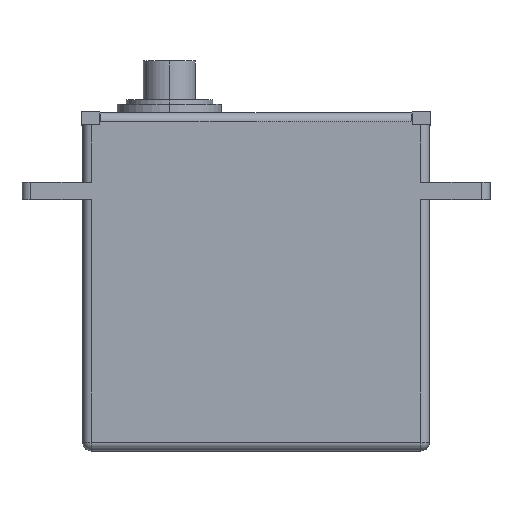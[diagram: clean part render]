
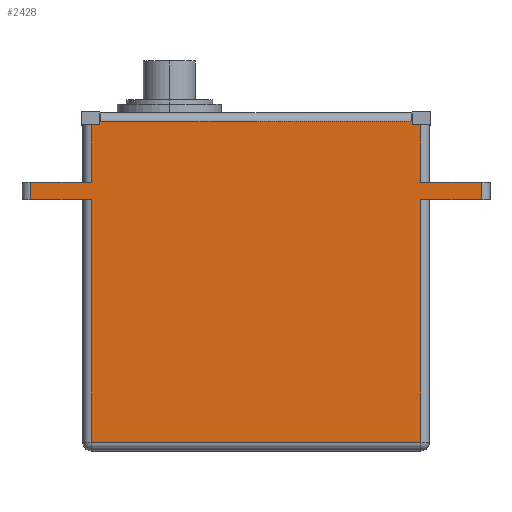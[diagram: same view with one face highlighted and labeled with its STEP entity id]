
A CAD part, top view. The second image highlights one B-rep face of the part: STEP entity #2428.
In plain terms, the highlighted planar face has unit normal (0, 0, 1).
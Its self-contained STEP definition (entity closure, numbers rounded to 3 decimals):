
#86 = VECTOR ( 'NONE', #3019, 1000. ) ;
#91 = VECTOR ( 'NONE', #844, 1000. ) ;
#174 = CARTESIAN_POINT ( 'NONE',  ( -18., 38., 10. ) ) ;
#187 = ORIENTED_EDGE ( 'NONE', *, *, #2884, .T. ) ;
#211 = CARTESIAN_POINT ( 'NONE',  ( 18., 37.6, 10. ) ) ;
#223 = CARTESIAN_POINT ( 'NONE',  ( -19., 39., 10. ) ) ;
#230 = ORIENTED_EDGE ( 'NONE', *, *, #4900, .T. ) ;
#244 = ORIENTED_EDGE ( 'NONE', *, *, #2568, .T. ) ;
#251 = CARTESIAN_POINT ( 'NONE',  ( -26., 29., 10. ) ) ;
#301 = DIRECTION ( 'NONE',  ( 0., 1., 0. ) ) ;
#302 = EDGE_CURVE ( 'NONE', #2586, #3178, #1398, .T. ) ;
#323 = LINE ( 'NONE', #1400, #86 ) ;
#395 = ORIENTED_EDGE ( 'NONE', *, *, #1929, .T. ) ;
#477 = DIRECTION ( 'NONE',  ( -1., 0., 0. ) ) ;
#486 = DIRECTION ( 'NONE',  ( 1., 0., 0. ) ) ;
#531 = DIRECTION ( 'NONE',  ( 0., -1., 0. ) ) ;
#553 = CARTESIAN_POINT ( 'NONE',  ( -20., 39., 10. ) ) ;
#592 = EDGE_CURVE ( 'NONE', #3791, #898, #1926, .T. ) ;
#677 = EDGE_CURVE ( 'NONE', #1045, #3070, #967, .T. ) ;
#706 = CARTESIAN_POINT ( 'NONE',  ( 20., 1., 10. ) ) ;
#715 = CARTESIAN_POINT ( 'NONE',  ( 19., 1., 10. ) ) ;
#719 = CARTESIAN_POINT ( 'NONE',  ( -27., 31., 10. ) ) ;
#809 = DIRECTION ( 'NONE',  ( 0., -1., 0. ) ) ;
#817 = VECTOR ( 'NONE', #477, 1000. ) ;
#824 = CARTESIAN_POINT ( 'NONE',  ( 18., 39.1, 10. ) ) ;
#844 = DIRECTION ( 'NONE',  ( 0., -1., 0. ) ) ;
#896 = DIRECTION ( 'NONE',  ( -1., 0., 0. ) ) ;
#898 = VERTEX_POINT ( 'NONE', #211 ) ;
#906 = PLANE ( 'NONE',  #2337 ) ;
#917 = VECTOR ( 'NONE', #1176, 1000. ) ;
#941 = VERTEX_POINT ( 'NONE', #3314 ) ;
#958 = EDGE_CURVE ( 'NONE', #2586, #941, #1391, .T. ) ;
#967 = LINE ( 'NONE', #4041, #3166 ) ;
#975 = VERTEX_POINT ( 'NONE', #1019 ) ;
#978 = CARTESIAN_POINT ( 'NONE',  ( -26., 31., 10. ) ) ;
#1000 = CARTESIAN_POINT ( 'NONE',  ( -26., 29., 10. ) ) ;
#1019 = CARTESIAN_POINT ( 'NONE',  ( 19., 37.6, 10. ) ) ;
#1045 = VERTEX_POINT ( 'NONE', #3784 ) ;
#1130 = CARTESIAN_POINT ( 'NONE',  ( -18., 37.6, 10. ) ) ;
#1150 = VERTEX_POINT ( 'NONE', #4876 ) ;
#1176 = DIRECTION ( 'NONE',  ( 0., 1., 0. ) ) ;
#1292 = VECTOR ( 'NONE', #486, 1000. ) ;
#1303 = LINE ( 'NONE', #223, #1932 ) ;
#1335 = DIRECTION ( 'NONE',  ( -1., 0., 0. ) ) ;
#1391 = LINE ( 'NONE', #719, #4312 ) ;
#1398 = LINE ( 'NONE', #1000, #3051 ) ;
#1400 = CARTESIAN_POINT ( 'NONE',  ( 26., 31., 10. ) ) ;
#1440 = DIRECTION ( 'NONE',  ( 1., 0., 0. ) ) ;
#1446 = ORIENTED_EDGE ( 'NONE', *, *, #302, .T. ) ;
#1492 = EDGE_CURVE ( 'NONE', #2473, #2813, #3125, .T. ) ;
#1539 = CARTESIAN_POINT ( 'NONE',  ( -18., 39.1, 10. ) ) ;
#1585 = LINE ( 'NONE', #3533, #1292 ) ;
#1644 = LINE ( 'NONE', #2805, #91 ) ;
#1892 = VERTEX_POINT ( 'NONE', #4180 ) ;
#1920 = VERTEX_POINT ( 'NONE', #2688 ) ;
#1926 = LINE ( 'NONE', #824, #2155 ) ;
#1929 = EDGE_CURVE ( 'NONE', #2351, #2950, #2336, .T. ) ;
#1932 = VECTOR ( 'NONE', #531, 1000. ) ;
#2009 = CARTESIAN_POINT ( 'NONE',  ( -27., 29., 10. ) ) ;
#2080 = FACE_OUTER_BOUND ( 'NONE', #4983, .T. ) ;
#2116 = LINE ( 'NONE', #3744, #2341 ) ;
#2127 = CARTESIAN_POINT ( 'NONE',  ( 26., 29., 10. ) ) ;
#2155 = VECTOR ( 'NONE', #4252, 1000. ) ;
#2266 = LINE ( 'NONE', #4183, #2757 ) ;
#2278 = VECTOR ( 'NONE', #1335, 1000. ) ;
#2336 = LINE ( 'NONE', #3808, #917 ) ;
#2337 = AXIS2_PLACEMENT_3D ( 'NONE', #553, #2467, #4815 ) ;
#2341 = VECTOR ( 'NONE', #4424, 1000. ) ;
#2351 = VERTEX_POINT ( 'NONE', #715 ) ;
#2428 = ADVANCED_FACE ( 'NONE', ( #2080 ), #906, .F. ) ;
#2450 = ORIENTED_EDGE ( 'NONE', *, *, #2671, .T. ) ;
#2467 = DIRECTION ( 'NONE',  ( 0., 0., -1. ) ) ;
#2473 = VERTEX_POINT ( 'NONE', #174 ) ;
#2496 = VERTEX_POINT ( 'NONE', #2127 ) ;
#2501 = VECTOR ( 'NONE', #4339, 1000. ) ;
#2537 = DIRECTION ( 'NONE',  ( 0., -1., 0. ) ) ;
#2561 = ORIENTED_EDGE ( 'NONE', *, *, #3949, .T. ) ;
#2568 = EDGE_CURVE ( 'NONE', #1150, #1892, #1303, .T. ) ;
#2586 = VERTEX_POINT ( 'NONE', #978 ) ;
#2646 = EDGE_CURVE ( 'NONE', #2496, #1045, #323, .T. ) ;
#2671 = EDGE_CURVE ( 'NONE', #1892, #2351, #3732, .T. ) ;
#2688 = CARTESIAN_POINT ( 'NONE',  ( -19., 37.6, 10. ) ) ;
#2757 = VECTOR ( 'NONE', #301, 1000. ) ;
#2805 = CARTESIAN_POINT ( 'NONE',  ( -19., 39., 10. ) ) ;
#2813 = VERTEX_POINT ( 'NONE', #1130 ) ;
#2849 = LINE ( 'NONE', #3681, #2278 ) ;
#2884 = EDGE_CURVE ( 'NONE', #3791, #2473, #3138, .T. ) ;
#2950 = VERTEX_POINT ( 'NONE', #4446 ) ;
#2977 = ORIENTED_EDGE ( 'NONE', *, *, #677, .T. ) ;
#3019 = DIRECTION ( 'NONE',  ( 0., 1., 0. ) ) ;
#3051 = VECTOR ( 'NONE', #2537, 1000. ) ;
#3058 = EDGE_CURVE ( 'NONE', #3178, #1150, #3959, .T. ) ;
#3070 = VERTEX_POINT ( 'NONE', #3889 ) ;
#3125 = LINE ( 'NONE', #1539, #4977 ) ;
#3138 = LINE ( 'NONE', #3926, #817 ) ;
#3166 = VECTOR ( 'NONE', #896, 1000. ) ;
#3178 = VERTEX_POINT ( 'NONE', #251 ) ;
#3314 = CARTESIAN_POINT ( 'NONE',  ( -19., 31., 10. ) ) ;
#3361 = ORIENTED_EDGE ( 'NONE', *, *, #3058, .T. ) ;
#3428 = DIRECTION ( 'NONE',  ( 1., 0., 0. ) ) ;
#3473 = CARTESIAN_POINT ( 'NONE',  ( 18., 38., 10. ) ) ;
#3533 = CARTESIAN_POINT ( 'NONE',  ( 20., 37.6, 10. ) ) ;
#3544 = VECTOR ( 'NONE', #3428, 1000. ) ;
#3665 = ORIENTED_EDGE ( 'NONE', *, *, #4060, .F. ) ;
#3681 = CARTESIAN_POINT ( 'NONE',  ( -20., 37.6, 10. ) ) ;
#3732 = LINE ( 'NONE', #706, #3544 ) ;
#3744 = CARTESIAN_POINT ( 'NONE',  ( 27., 29., 10. ) ) ;
#3745 = ORIENTED_EDGE ( 'NONE', *, *, #958, .F. ) ;
#3784 = CARTESIAN_POINT ( 'NONE',  ( 26., 31., 10. ) ) ;
#3791 = VERTEX_POINT ( 'NONE', #3473 ) ;
#3803 = ORIENTED_EDGE ( 'NONE', *, *, #4464, .T. ) ;
#3808 = CARTESIAN_POINT ( 'NONE',  ( 19., 39., 10. ) ) ;
#3829 = ORIENTED_EDGE ( 'NONE', *, *, #4103, .F. ) ;
#3889 = CARTESIAN_POINT ( 'NONE',  ( 19., 31., 10. ) ) ;
#3926 = CARTESIAN_POINT ( 'NONE',  ( -20., 38., 10. ) ) ;
#3948 = ORIENTED_EDGE ( 'NONE', *, *, #592, .F. ) ;
#3949 = EDGE_CURVE ( 'NONE', #1920, #941, #1644, .T. ) ;
#3959 = LINE ( 'NONE', #2009, #2501 ) ;
#4041 = CARTESIAN_POINT ( 'NONE',  ( 27., 31., 10. ) ) ;
#4060 = EDGE_CURVE ( 'NONE', #2496, #2950, #2116, .T. ) ;
#4103 = EDGE_CURVE ( 'NONE', #898, #975, #1585, .T. ) ;
#4121 = ORIENTED_EDGE ( 'NONE', *, *, #2646, .T. ) ;
#4180 = CARTESIAN_POINT ( 'NONE',  ( -19., 1., 10. ) ) ;
#4183 = CARTESIAN_POINT ( 'NONE',  ( 19., 39., 10. ) ) ;
#4252 = DIRECTION ( 'NONE',  ( 0., -1., 0. ) ) ;
#4312 = VECTOR ( 'NONE', #1440, 1000. ) ;
#4339 = DIRECTION ( 'NONE',  ( 1., 0., 0. ) ) ;
#4424 = DIRECTION ( 'NONE',  ( -1., 0., 0. ) ) ;
#4446 = CARTESIAN_POINT ( 'NONE',  ( 19., 29., 10. ) ) ;
#4464 = EDGE_CURVE ( 'NONE', #3070, #975, #2266, .T. ) ;
#4725 = ORIENTED_EDGE ( 'NONE', *, *, #1492, .T. ) ;
#4815 = DIRECTION ( 'NONE',  ( -1., 0., 0. ) ) ;
#4876 = CARTESIAN_POINT ( 'NONE',  ( -19., 29., 10. ) ) ;
#4900 = EDGE_CURVE ( 'NONE', #2813, #1920, #2849, .T. ) ;
#4977 = VECTOR ( 'NONE', #809, 1000. ) ;
#4983 = EDGE_LOOP ( 'NONE', ( #2977, #3803, #3829, #3948, #187, #4725, #230, #2561, #3745, #1446, #3361, #244, #2450, #395, #3665, #4121 ) ) ;
